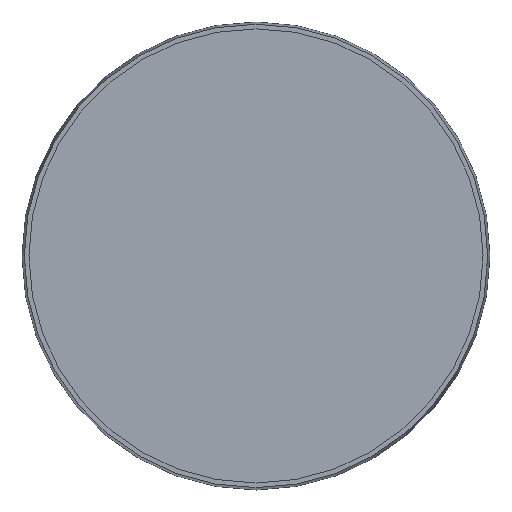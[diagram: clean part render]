
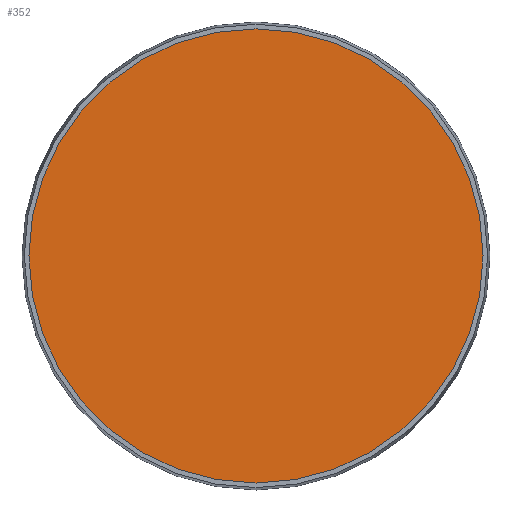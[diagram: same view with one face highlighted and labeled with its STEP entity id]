
A CAD part, top view. The second image highlights one B-rep face of the part: STEP entity #352.
In plain terms, the highlighted planar face has unit normal (0, 0, 1).
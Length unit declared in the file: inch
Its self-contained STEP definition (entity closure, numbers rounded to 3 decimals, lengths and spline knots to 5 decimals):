
#75=CARTESIAN_POINT('',(0.,0.,0.20669));
#76=DIRECTION('',(0.,0.,1.));
#77=DIRECTION('',(1.,0.,0.));
#78=AXIS2_PLACEMENT_3D('',#75,#76,#77);
#80=CARTESIAN_POINT('',(0.,0.,0.20669));
#81=DIRECTION('',(0.,0.,1.));
#82=DIRECTION('',(-1.,0.,0.));
#83=AXIS2_PLACEMENT_3D('',#80,#81,#82);
#217=CARTESIAN_POINT('',(0.97047,0.,0.20669));
#218=CARTESIAN_POINT('',(-0.97047,0.,0.20669));
#219=VERTEX_POINT('',#217);
#220=VERTEX_POINT('',#218);
#343=CARTESIAN_POINT('',(0.,0.,0.20669));
#344=DIRECTION('',(0.,0.,1.));
#345=DIRECTION('',(1.,0.,0.));
#346=AXIS2_PLACEMENT_3D('',#343,#344,#345);
#347=PLANE('',#346);
#348=ORIENTED_EDGE('',*,*,#323,.F.);
#349=ORIENTED_EDGE('',*,*,#337,.F.);
#350=EDGE_LOOP('',(#348,#349));
#351=FACE_OUTER_BOUND('',#350,.F.);
#352=ADVANCED_FACE('',(#351),#347,.T.);
#79=CIRCLE('',#78,0.97047);
#84=CIRCLE('',#83,0.97047);
#323=EDGE_CURVE('',#219,#220,#79,.T.);
#337=EDGE_CURVE('',#220,#219,#84,.T.);
